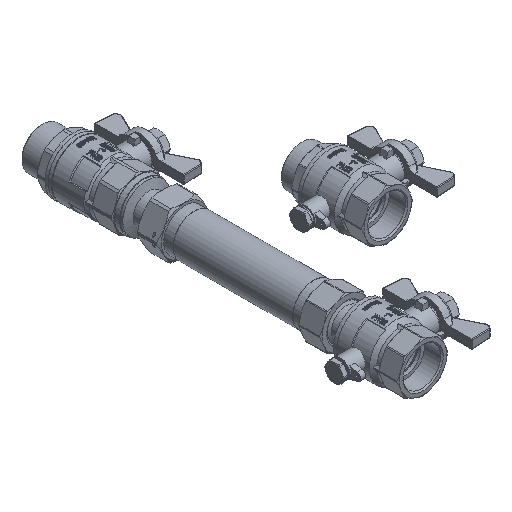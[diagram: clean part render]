
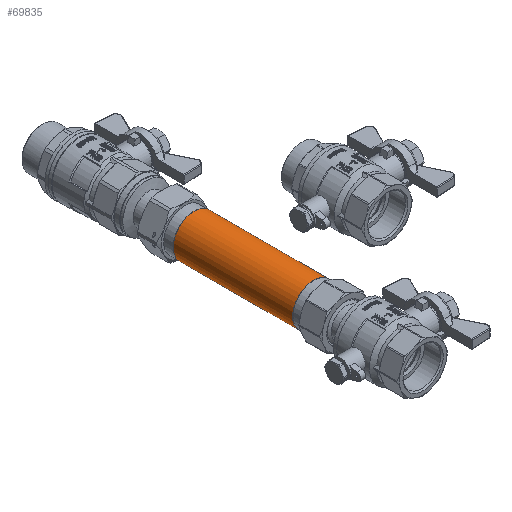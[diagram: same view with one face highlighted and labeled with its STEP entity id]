
A CAD part, isometric view. The second image highlights one B-rep face of the part: STEP entity #69835.
In plain terms, the highlighted cylindrical face has radius 16.85 mm (diameter 33.7 mm), a full revolution.
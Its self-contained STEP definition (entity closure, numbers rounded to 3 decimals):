
#15750=ORIENTED_EDGE('',*,*,#35400,.T.);
#15751=ORIENTED_EDGE('',*,*,#35401,.F.);
#35400=EDGE_CURVE('',#45225,#45225,#51850,.T.);
#35401=EDGE_CURVE('',#45226,#45226,#51851,.T.);
#45225=VERTEX_POINT('',#104797);
#45226=VERTEX_POINT('',#104799);
#51850=CIRCLE('',#73639,16.85);
#51851=CIRCLE('',#73640,16.85);
#53222=EDGE_LOOP('',(#15750));
#53223=EDGE_LOOP('',(#15751));
#57304=FACE_BOUND('',#53222,.T.);
#57305=FACE_BOUND('',#53223,.T.);
#61390=CYLINDRICAL_SURFACE('',#73638,16.85);
#69835=ADVANCED_FACE('',(#57304,#57305),#61390,.T.);
#73638=AXIS2_PLACEMENT_3D('',#104795,#82759,#82760);
#73639=AXIS2_PLACEMENT_3D('',#104796,#82761,#82762);
#73640=AXIS2_PLACEMENT_3D('',#104798,#82763,#82764);
#82759=DIRECTION('',(0.,1.,0.));
#82760=DIRECTION('',(0.,0.,1.));
#82761=DIRECTION('',(0.,1.,0.));
#82762=DIRECTION('',(1.,0.,0.));
#82763=DIRECTION('',(0.,1.,0.));
#82764=DIRECTION('',(0.,0.,-1.));
#104795=CARTESIAN_POINT('',(0.,-65.,0.));
#104796=CARTESIAN_POINT('',(0.,-48.,0.));
#104797=CARTESIAN_POINT('',(16.85,-48.,0.));
#104798=CARTESIAN_POINT('',(0.,48.,0.));
#104799=CARTESIAN_POINT('',(0.,48.,-16.85));
